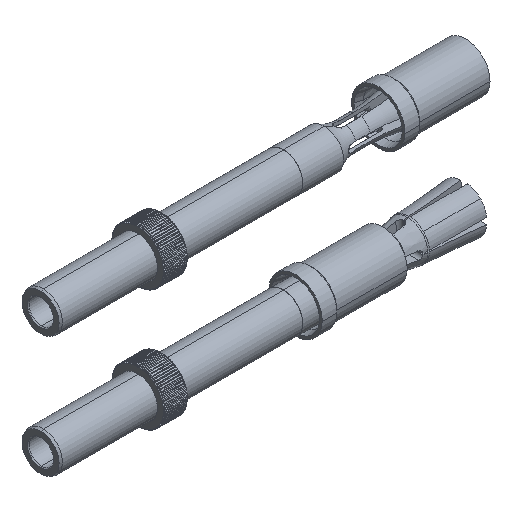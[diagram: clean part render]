
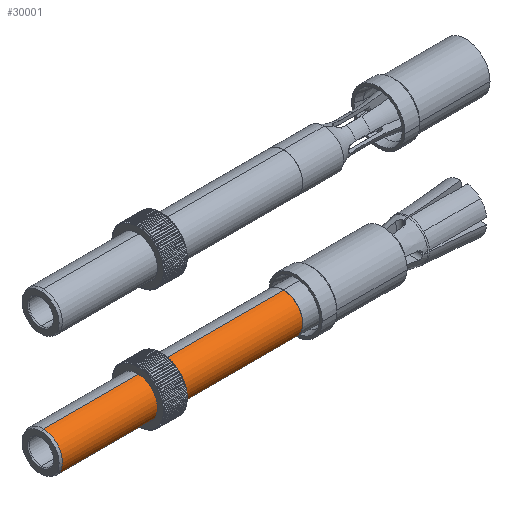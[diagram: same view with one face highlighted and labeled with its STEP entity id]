
A CAD part, isometric view. The second image highlights one B-rep face of the part: STEP entity #30001.
In plain terms, the highlighted cylindrical face has radius 8 mm (diameter 16 mm), a partial arc.
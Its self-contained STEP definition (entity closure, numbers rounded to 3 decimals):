
#498 = EDGE_CURVE ( 'NONE', #36733, #9741, #9471, .T. ) ;
#1922 = ORIENTED_EDGE ( 'NONE', *, *, #6208, .F. ) ;
#5089 = EDGE_CURVE ( 'NONE', #27734, #9741, #16982, .T. ) ;
#6208 = EDGE_CURVE ( 'NONE', #21431, #36733, #34781, .T. ) ;
#9471 = CIRCLE ( 'NONE', #34097, 8. ) ;
#9741 = VERTEX_POINT ( 'NONE', #47970 ) ;
#9810 = CARTESIAN_POINT ( 'NONE',  ( 1., 0., 0. ) ) ;
#9830 = CIRCLE ( 'NONE', #15907, 8. ) ;
#11609 = DIRECTION ( 'NONE',  ( 1., 0., 0. ) ) ;
#11859 = ORIENTED_EDGE ( 'NONE', *, *, #49414, .T. ) ;
#12633 = DIRECTION ( 'NONE',  ( 1., 0., 0. ) ) ;
#13639 = ORIENTED_EDGE ( 'NONE', *, *, #5089, .T. ) ;
#15784 = EDGE_LOOP ( 'NONE', ( #1922, #11859, #13639, #43435 ) ) ;
#15907 = AXIS2_PLACEMENT_3D ( 'NONE', #9810, #17707, #37931 ) ;
#16982 = LINE ( 'NONE', #36423, #31119 ) ;
#17289 = DIRECTION ( 'NONE',  ( 1., 0., 0. ) ) ;
#17707 = DIRECTION ( 'NONE',  ( 1., 0., 0. ) ) ;
#18706 = AXIS2_PLACEMENT_3D ( 'NONE', #29790, #11609, #54151 ) ;
#20584 = VECTOR ( 'NONE', #17289, 1000. ) ;
#21431 = VERTEX_POINT ( 'NONE', #22889 ) ;
#22889 = CARTESIAN_POINT ( 'NONE',  ( 1., 0., 8. ) ) ;
#27734 = VERTEX_POINT ( 'NONE', #50910 ) ;
#29790 = CARTESIAN_POINT ( 'NONE',  ( 0., 0., 0. ) ) ;
#30001 = ADVANCED_FACE ( 'NONE', ( #44303 ), #31607, .T. ) ;
#31119 = VECTOR ( 'NONE', #12633, 1000. ) ;
#31607 = CYLINDRICAL_SURFACE ( 'NONE', #18706, 8. ) ;
#34097 = AXIS2_PLACEMENT_3D ( 'NONE', #37303, #42077, #51655 ) ;
#34781 = LINE ( 'NONE', #55628, #20584 ) ;
#36423 = CARTESIAN_POINT ( 'NONE',  ( 0., 0., -8. ) ) ;
#36733 = VERTEX_POINT ( 'NONE', #54896 ) ;
#37303 = CARTESIAN_POINT ( 'NONE',  ( 100., 0., 0. ) ) ;
#37931 = DIRECTION ( 'NONE',  ( 0., 0., -1. ) ) ;
#42077 = DIRECTION ( 'NONE',  ( 1., 0., 0. ) ) ;
#43435 = ORIENTED_EDGE ( 'NONE', *, *, #498, .F. ) ;
#44303 = FACE_OUTER_BOUND ( 'NONE', #15784, .T. ) ;
#47970 = CARTESIAN_POINT ( 'NONE',  ( 100., 0., -8. ) ) ;
#49414 = EDGE_CURVE ( 'NONE', #21431, #27734, #9830, .T. ) ;
#50910 = CARTESIAN_POINT ( 'NONE',  ( 1., 0., -8. ) ) ;
#51655 = DIRECTION ( 'NONE',  ( 0., 0., -1. ) ) ;
#54151 = DIRECTION ( 'NONE',  ( 0., 0., -1. ) ) ;
#54896 = CARTESIAN_POINT ( 'NONE',  ( 100., 0., 8. ) ) ;
#55628 = CARTESIAN_POINT ( 'NONE',  ( 0., 0., 8. ) ) ;
